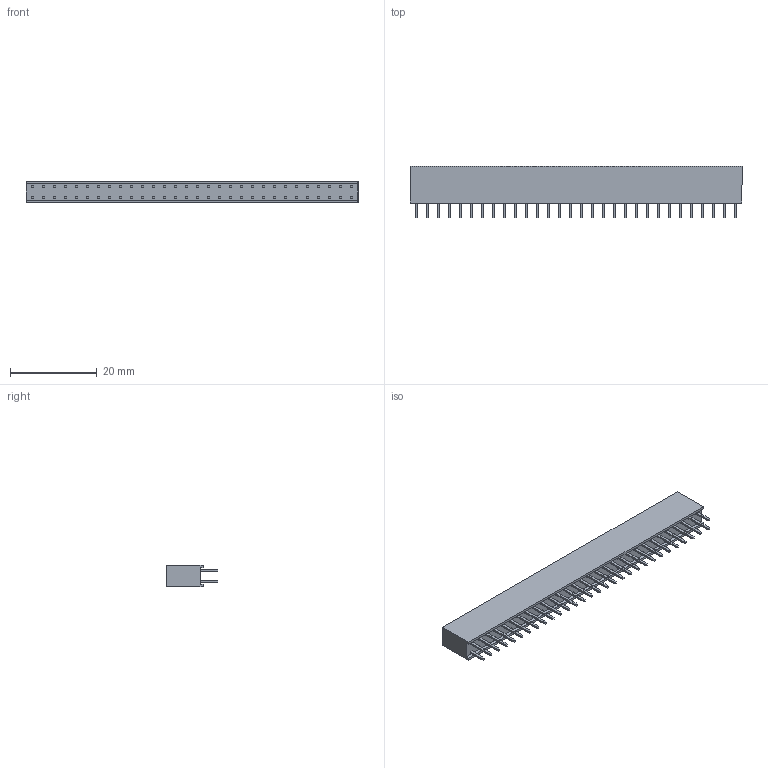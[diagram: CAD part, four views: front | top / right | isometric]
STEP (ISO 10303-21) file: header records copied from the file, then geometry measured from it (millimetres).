
FILE_DESCRIPTION (( 'STEP AP214' ), '1' );
FILE_NAME ('PPPC302LFBN-RC.STEP', '2022-08-11T04:37:24', ( '' ), ( '' ), 'SwSTEP 2.0', 'SolidWorks 2020', '' );
FILE_SCHEMA (( 'AUTOMOTIVE_DESIGN' ));
Length unit declared in the file: inch
Products named in the file (3): 2 row tin pins; PPPC302LFBN-RC; 2 row tin body_30
Assembly tree (31 placements, depth 2):
  PPPC302LFBN-RC
    2 row tin body_30
    2 row tin pins  x30
Bounding box: 76.71 x 11.91 x 5.08 mm (x, y, z)
Volume: 3058.1 mm3; surface area: 4729.1 mm2
Topology: 121 solids, 121 shells, 1690 faces, 4104 edges, 2656 vertices
Faces by surface type: plane 1390, cylinder 300
Entity records: 15753 total; most frequent: CARTESIAN_POINT 2684, ORIENTED_EDGE 2640, DIRECTION 2468, EDGE_CURVE 1320, VECTOR 1300, LINE 1300, VERTEX_POINT 800, EDGE_LOOP 650
